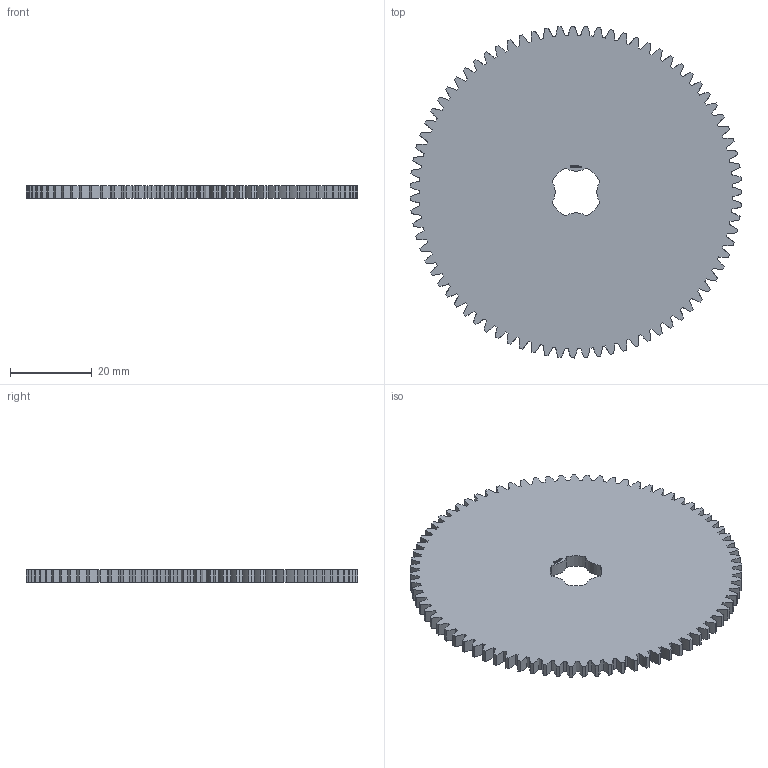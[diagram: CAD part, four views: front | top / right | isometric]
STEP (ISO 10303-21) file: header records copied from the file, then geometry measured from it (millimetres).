
FILE_DESCRIPTION(('FreeCAD Model'),'2;1');
FILE_NAME('Open CASCADE Shape Model','2024-03-10T23:31:03',(''),(''), 'Open CASCADE STEP processor 7.6','FreeCAD','Unknown');
FILE_SCHEMA(('AUTOMOTIVE_DESIGN { 1 0 10303 214 1 1 1 1 }'));
Products named in the file (1): Gear Wheel PLN TTH79 BU00.25 SFT-SHD - SPN-GWH-0293 (stemfie.org)
Bounding box: 80.98 x 81 x 3.12 mm (x, y, z)
Volume: 14919.3 mm3; surface area: 11238.7 mm2
Topology: 1 solids, 1 shells, 820 faces, 2364 edges, 1576 vertices
Faces by surface type: extrusion 494, plane 318, cylinder 8
Entity records: 78063 total; most frequent: CARTESIAN_POINT 28659, DIRECTION 6280, VECTOR 5578, LINE 5084, ORIENTED_EDGE 4728, PCURVE 4728, DEFINITIONAL_REPRESENTATION 4728, B_SPLINE_CURVE_WITH_KNOTS 2470
